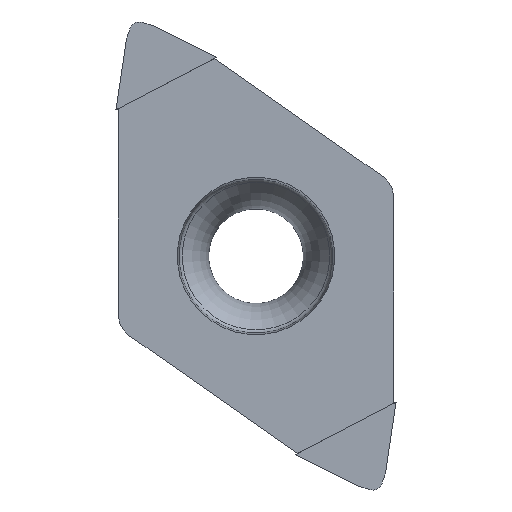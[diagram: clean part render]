
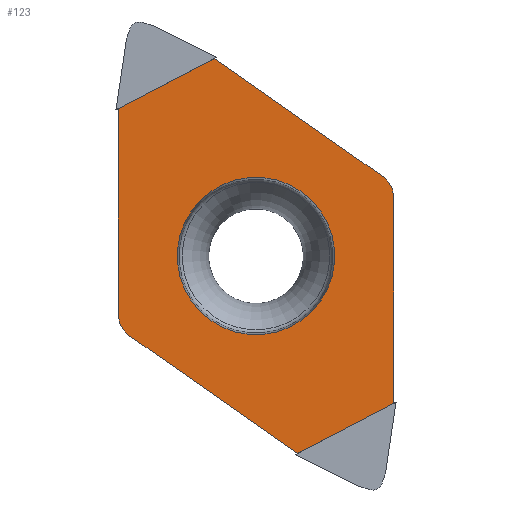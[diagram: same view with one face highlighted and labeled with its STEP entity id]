
A CAD part, top view. The second image highlights one B-rep face of the part: STEP entity #123.
In plain terms, the highlighted planar face has unit normal (0, 0, 1).
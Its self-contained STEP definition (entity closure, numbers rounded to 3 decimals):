
#123=ADVANCED_FACE('',(#203,#204),#177,.T.);
#177=PLANE('',#1245);
#203=FACE_BOUND('',#218,.T.);
#204=FACE_BOUND('',#219,.T.);
#218=EDGE_LOOP('',(#475,#476,#477,#478,#479,#480,#481,#482));
#219=EDGE_LOOP('',(#483));
#293=LINE('',#1933,#372);
#294=LINE('',#1936,#373);
#295=LINE('',#1938,#374);
#296=LINE('',#1942,#375);
#297=LINE('',#1944,#376);
#298=LINE('',#1946,#377);
#372=VECTOR('',#1376,1.);
#373=VECTOR('',#1377,1.);
#374=VECTOR('',#1378,1.);
#375=VECTOR('',#1381,1.);
#376=VECTOR('',#1382,1.);
#377=VECTOR('',#1383,1.);
#475=ORIENTED_EDGE('',*,*,#898,.T.);
#476=ORIENTED_EDGE('',*,*,#899,.F.);
#477=ORIENTED_EDGE('',*,*,#900,.T.);
#478=ORIENTED_EDGE('',*,*,#901,.T.);
#479=ORIENTED_EDGE('',*,*,#902,.T.);
#480=ORIENTED_EDGE('',*,*,#903,.F.);
#481=ORIENTED_EDGE('',*,*,#904,.T.);
#482=ORIENTED_EDGE('',*,*,#905,.T.);
#483=ORIENTED_EDGE('',*,*,#906,.T.);
#786=VERTEX_POINT('',#1934);
#787=VERTEX_POINT('',#1935);
#788=VERTEX_POINT('',#1937);
#789=VERTEX_POINT('',#1939);
#790=VERTEX_POINT('',#1941);
#791=VERTEX_POINT('',#1943);
#792=VERTEX_POINT('',#1945);
#793=VERTEX_POINT('',#1947);
#794=VERTEX_POINT('',#1950);
#898=EDGE_CURVE('',#786,#787,#293,.T.);
#899=EDGE_CURVE('',#788,#787,#294,.T.);
#900=EDGE_CURVE('',#788,#789,#295,.T.);
#901=EDGE_CURVE('',#789,#790,#1145,.T.);
#902=EDGE_CURVE('',#790,#791,#296,.T.);
#903=EDGE_CURVE('',#792,#791,#297,.T.);
#904=EDGE_CURVE('',#792,#793,#298,.T.);
#905=EDGE_CURVE('',#793,#786,#1146,.T.);
#906=EDGE_CURVE('',#794,#794,#1147,.T.);
#1145=CIRCLE('',#1242,1.079);
#1146=CIRCLE('',#1243,1.079);
#1147=CIRCLE('',#1244,3.077);
#1242=AXIS2_PLACEMENT_3D('',#1940,#1379,#1380);
#1243=AXIS2_PLACEMENT_3D('',#1948,#1384,#1385);
#1244=AXIS2_PLACEMENT_3D('',#1949,#1386,#1387);
#1245=AXIS2_PLACEMENT_3D('',#1951,#1388,#1389);
#1376=DIRECTION('',(-0.819,0.574,0.));
#1377=DIRECTION('',(0.887,0.462,0.));
#1378=DIRECTION('',(0.,-1.,0.));
#1379=DIRECTION('',(0.,0.,1.));
#1380=DIRECTION('',(-0.819,0.574,0.));
#1381=DIRECTION('',(0.819,-0.574,0.));
#1382=DIRECTION('',(-0.887,-0.462,0.));
#1383=DIRECTION('',(0.,1.,0.));
#1384=DIRECTION('',(0.,0.,1.));
#1385=DIRECTION('',(0.,1.,0.));
#1386=DIRECTION('',(0.,0.,-1.));
#1387=DIRECTION('',(-0.819,0.574,0.));
#1388=DIRECTION('',(0.,0.,1.));
#1389=DIRECTION('',(-0.819,0.574,0.));
#1933=CARTESIAN_POINT('',(30.495,-14.776,-0.1));
#1934=CARTESIAN_POINT('',(4.928,3.127,-0.1));
#1935=CARTESIAN_POINT('',(-1.631,7.719,-0.1));
#1936=CARTESIAN_POINT('',(-10.605,3.047,-0.1));
#1937=CARTESIAN_POINT('',(-5.388,5.763,-0.1));
#1938=CARTESIAN_POINT('',(-5.388,-33.455,-0.1));
#1939=CARTESIAN_POINT('',(-5.388,-2.243,-0.1));
#1940=CARTESIAN_POINT('',(-4.309,-2.243,-0.1));
#1941=CARTESIAN_POINT('',(-4.928,-3.127,-0.1));
#1942=CARTESIAN_POINT('',(-30.495,14.776,-0.1));
#1943=CARTESIAN_POINT('',(1.631,-7.719,-0.1));
#1944=CARTESIAN_POINT('',(-3.587,-10.435,-0.1));
#1945=CARTESIAN_POINT('',(5.388,-5.763,-0.1));
#1946=CARTESIAN_POINT('',(5.388,33.455,-0.1));
#1947=CARTESIAN_POINT('',(5.388,2.243,-0.1));
#1948=CARTESIAN_POINT('',(4.309,2.243,-0.1));
#1949=CARTESIAN_POINT('',(0.,0.,-0.1));
#1950=CARTESIAN_POINT('',(-2.52,1.765,-0.1));
#1951=CARTESIAN_POINT('',(-3.505,-10.592,-0.1));
